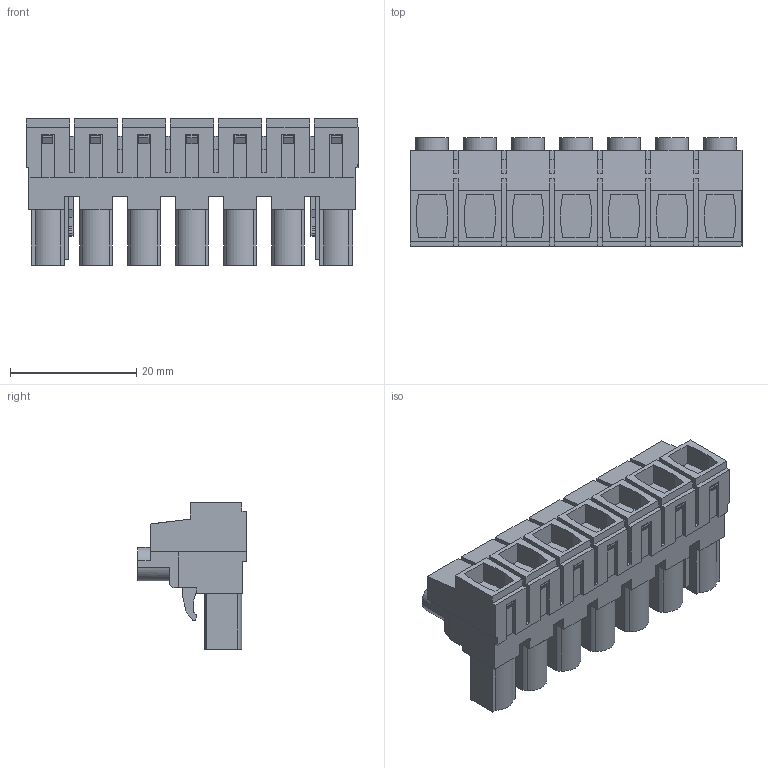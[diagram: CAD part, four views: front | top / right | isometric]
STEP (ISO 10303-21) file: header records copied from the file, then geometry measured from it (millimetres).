
FILE_DESCRIPTION(('CATIA V5 STEP Exchange','CAx-IF Rec.Pracs.--- Model Styling and Organization---1.4--- 2014-01-23'),'2;1');
FILE_NAME ('D1447870_1', '2023-05-02T06:56:49+00:00', ('none'), ('Weidmueller'), 'CATIA Version 5-6 Release 2016 SP3 HF44', 'CATIA V5 STEP AP214', 'none');
FILE_SCHEMA(('AUTOMOTIVE_DESIGN { 1 0 10303 214 1 1 1 1 }'));
Length unit declared in the file: millimetre
Products named in the file (1): 1059610000
Bounding box: 52.66 x 17.25 x 23.25 mm (x, y, z)
Volume: 9724.9 mm3; surface area: 7582.1 mm2
Topology: 8 solids, 8 shells, 696 faces, 1925 edges, 1280 vertices
Faces by surface type: plane 587, cylinder 101, extrusion 8
Entity records: 21567 total; most frequent: CARTESIAN_POINT 4082, ORIENTED_EDGE 3850, DIRECTION 2814, EDGE_CURVE 1925, VECTOR 1687, LINE 1679, VERTEX_POINT 1280, EDGE_LOOP 731
